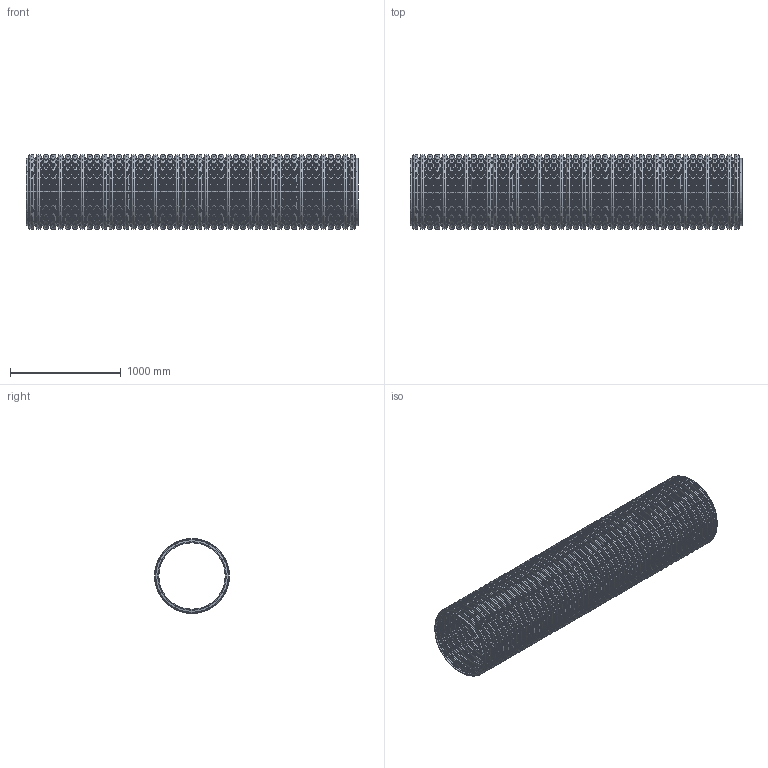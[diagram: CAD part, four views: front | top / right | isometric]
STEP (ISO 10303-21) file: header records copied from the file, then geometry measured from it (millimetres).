
FILE_DESCRIPTION(/* description */ (''),/* implementation_level */ '2;1');
FILE_NAME(/* name */ '661130z.stp',/* time_stamp */ '2024-11-13T12:29:33+01:00',/* author */ ('corinna'),/* organization */ (''),/* preprocessor_version */ 'ST-DEVELOPER v20',/* originating_system */ 'Autodesk Inventor 2024',/* authorisation */ '');
FILE_SCHEMA (('AUTOMOTIVE_DESIGN { 1 0 10303 214 3 1 1 }'));
Length unit declared in the file: millimetre
Products named in the file (1): 661130z
Bounding box: 3000 x 678.28 x 678.28 mm (x, y, z)
Volume: 41274372.3 mm3; surface area: 20648007.8 mm2
Topology: 1 solids, 1 shells, 904 faces, 2796 edges, 1894 vertices
Faces by surface type: torus 450, cone 360, cylinder 92, plane 2
Full cylindrical faces by diameter (mm): 599.989 x40, 599.99 x2, 599.992 x1, 599.993 x1, 599.997 x1, 600 x1, 607.919 x1, 607.949 x1, 607.958 x1, 607.969 x1, 607.97 x1, 607.973 x1, 607.977 x1, 607.978 x1, 607.98 x2, 607.981 x3, 607.982 x33
Entity records: 32991 total; most frequent: DIRECTION 6950, CARTESIAN_POINT 5595, ORIENTED_EDGE 5592, AXIS2_PLACEMENT_3D 3249, EDGE_CURVE 2796, CIRCLE 2344, VERTEX_POINT 1894, EDGE_LOOP 906
